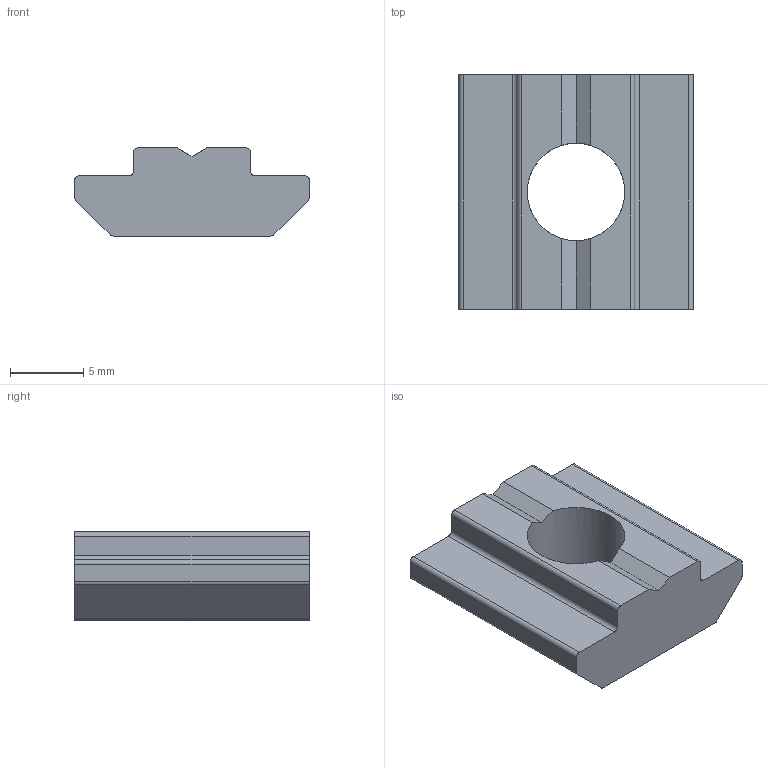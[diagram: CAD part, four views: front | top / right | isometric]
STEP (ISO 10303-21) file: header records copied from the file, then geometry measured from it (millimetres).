
FILE_DESCRIPTION (( 'STEP AP203' ), '1' );
FILE_NAME ('482514931.STEP', '2022-08-12T15:40:00', ( '' ), ( '' ), 'SwSTEP 2.0', 'SolidWorks 2014', '' );
FILE_SCHEMA (( 'CONFIG_CONTROL_DESIGN' ));
Length unit declared in the file: millimetre
Products named in the file (1): 482514931
Bounding box: 16 x 16 x 6 mm (x, y, z)
Volume: 978.4 mm3; surface area: 849.5 mm2
Topology: 1 solids, 1 shells, 29 faces, 84 edges, 56 vertices
Faces by surface type: plane 17, cylinder 12
Entity records: 1045 total; most frequent: CARTESIAN_POINT 182, ORIENTED_EDGE 168, DIRECTION 166, EDGE_CURVE 84, AXIS2_PLACEMENT_3D 56, VERTEX_POINT 56, LINE 54, VECTOR 54
